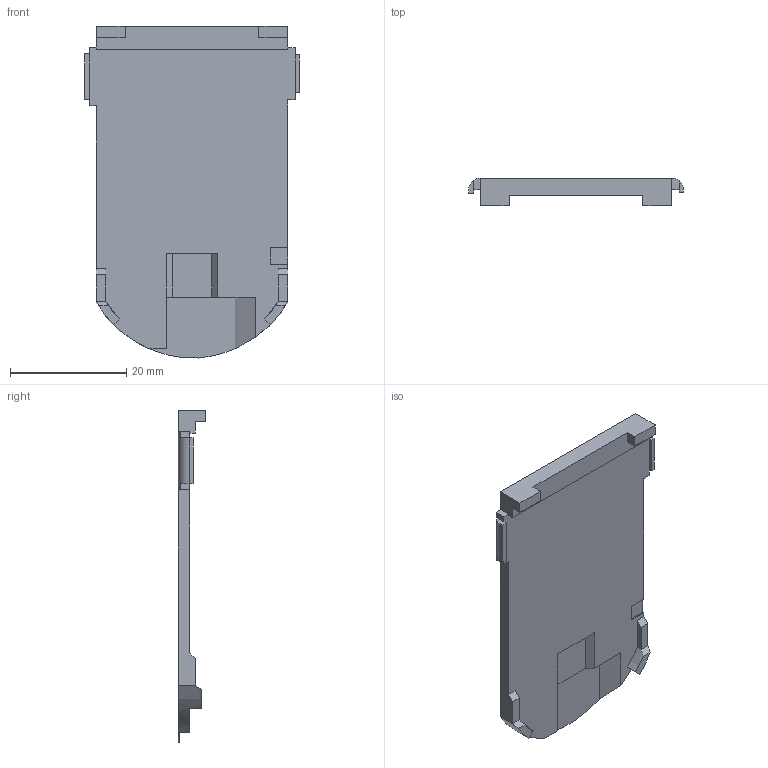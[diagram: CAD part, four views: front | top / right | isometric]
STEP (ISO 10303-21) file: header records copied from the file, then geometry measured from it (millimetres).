
FILE_DESCRIPTION(/* description */ ('STEP AP214'),/* implementation_level */ '2;1');
FILE_NAME(/* name */ '605376fe52977113f60a32e9',/* time_stamp */ '2021-03-18T15:51:26+00:00',/* author */ (''),/* organization */ (''),/* preprocessor_version */ 'ST-DEVELOPER v18.1',/* originating_system */ ' ',/* authorisation */ ' ');
FILE_SCHEMA (('AUTOMOTIVE_DESIGN {1 0 10303 214 3 1 1}'));
Length unit declared in the file: metre
Products named in the file (1): Cover Plate
Bounding box: 36.91 x 4.8 x 57.08 mm (x, y, z)
Volume: 3541.2 mm3; surface area: 4202.1 mm2
Topology: 1 solids, 1 shells, 67 faces, 181 edges, 116 vertices
Faces by surface type: plane 59, cylinder 5, bspline 3
Entity records: 2131 total; most frequent: CARTESIAN_POINT 440, ORIENTED_EDGE 362, DIRECTION 315, EDGE_CURVE 181, LINE 153, VECTOR 153, VERTEX_POINT 116, AXIS2_PLACEMENT_3D 81
